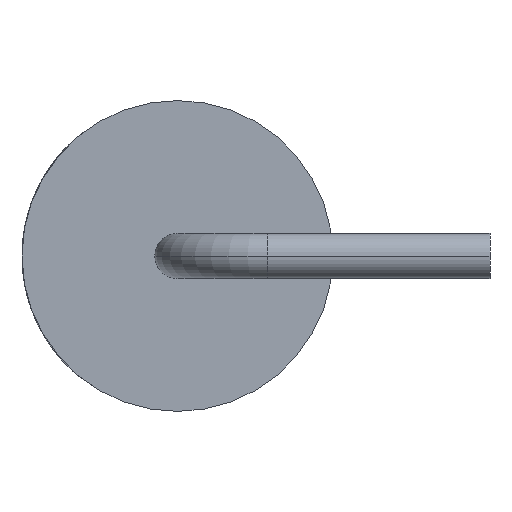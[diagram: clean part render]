
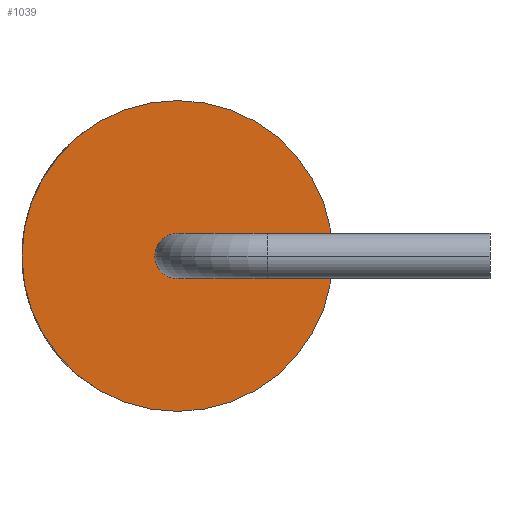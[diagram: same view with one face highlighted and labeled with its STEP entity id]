
A CAD part, left-side view. The second image highlights one B-rep face of the part: STEP entity #1039.
In plain terms, the highlighted planar face has unit normal (-1, 0, 0).
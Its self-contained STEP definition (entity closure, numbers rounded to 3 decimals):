
#11 = AXIS2_PLACEMENT_3D ( 'NONE', #2274, #2690, #3863 ) ;
#42 = CIRCLE ( 'NONE', #3656, 0.66 ) ;
#278 = CARTESIAN_POINT ( 'NONE',  ( 4.975, 7.21, 0. ) ) ;
#489 = ORIENTED_EDGE ( 'NONE', *, *, #3642, .F. ) ;
#525 = CARTESIAN_POINT ( 'NONE',  ( 4.975, 6.55, -4.55 ) ) ;
#769 = EDGE_CURVE ( 'NONE', #3331, #3613, #2560, .T. ) ;
#1039 = ADVANCED_FACE ( 'NONE', ( #1153, #1898 ), #3455, .F. ) ;
#1120 = CARTESIAN_POINT ( 'NONE',  ( 4.975, 6.55, 0. ) ) ;
#1134 = CIRCLE ( 'NONE', #3900, 4.55 ) ;
#1153 = FACE_BOUND ( 'NONE', #2646, .T. ) ;
#1302 = VERTEX_POINT ( 'NONE', #2838 ) ;
#1447 = CARTESIAN_POINT ( 'NONE',  ( 4.975, 6.55, 0. ) ) ;
#1660 = AXIS2_PLACEMENT_3D ( 'NONE', #1713, #2545, #2149 ) ;
#1710 = DIRECTION ( 'NONE',  ( -1., 0., 0. ) ) ;
#1713 = CARTESIAN_POINT ( 'NONE',  ( 4.975, 6.55, 0. ) ) ;
#1814 = ORIENTED_EDGE ( 'NONE', *, *, #3669, .F. ) ;
#1898 = FACE_OUTER_BOUND ( 'NONE', #3352, .T. ) ;
#2047 = CARTESIAN_POINT ( 'NONE',  ( 4.975, 6.55, 0. ) ) ;
#2149 = DIRECTION ( 'NONE',  ( 0., 0., -1. ) ) ;
#2274 = CARTESIAN_POINT ( 'NONE',  ( 4.975, 6.55, 0. ) ) ;
#2287 = ORIENTED_EDGE ( 'NONE', *, *, #3846, .F. ) ;
#2490 = CIRCLE ( 'NONE', #1660, 4.55 ) ;
#2545 = DIRECTION ( 'NONE',  ( 1., 0., 0. ) ) ;
#2560 = CIRCLE ( 'NONE', #4306, 0.66 ) ;
#2646 = EDGE_LOOP ( 'NONE', ( #4923, #489 ) ) ;
#2690 = DIRECTION ( 'NONE',  ( 1., 0., 0. ) ) ;
#2713 = DIRECTION ( 'NONE',  ( 0., 0., -1. ) ) ;
#2838 = CARTESIAN_POINT ( 'NONE',  ( 4.975, 6.55, 4.55 ) ) ;
#3049 = DIRECTION ( 'NONE',  ( -1., 0., 0. ) ) ;
#3331 = VERTEX_POINT ( 'NONE', #5042 ) ;
#3352 = EDGE_LOOP ( 'NONE', ( #2287, #1814 ) ) ;
#3455 = PLANE ( 'NONE',  #11 ) ;
#3568 = DIRECTION ( 'NONE',  ( 0., 0., -1. ) ) ;
#3613 = VERTEX_POINT ( 'NONE', #278 ) ;
#3642 = EDGE_CURVE ( 'NONE', #3613, #3331, #42, .T. ) ;
#3656 = AXIS2_PLACEMENT_3D ( 'NONE', #1447, #3049, #4648 ) ;
#3669 = EDGE_CURVE ( 'NONE', #4695, #1302, #1134, .T. ) ;
#3846 = EDGE_CURVE ( 'NONE', #1302, #4695, #2490, .T. ) ;
#3863 = DIRECTION ( 'NONE',  ( 0., 0., -1. ) ) ;
#3900 = AXIS2_PLACEMENT_3D ( 'NONE', #2047, #4423, #3568 ) ;
#4306 = AXIS2_PLACEMENT_3D ( 'NONE', #1120, #1710, #2713 ) ;
#4423 = DIRECTION ( 'NONE',  ( 1., 0., 0. ) ) ;
#4648 = DIRECTION ( 'NONE',  ( 0., 0., -1. ) ) ;
#4695 = VERTEX_POINT ( 'NONE', #525 ) ;
#4923 = ORIENTED_EDGE ( 'NONE', *, *, #769, .F. ) ;
#5042 = CARTESIAN_POINT ( 'NONE',  ( 4.975, 5.89, 0. ) ) ;
